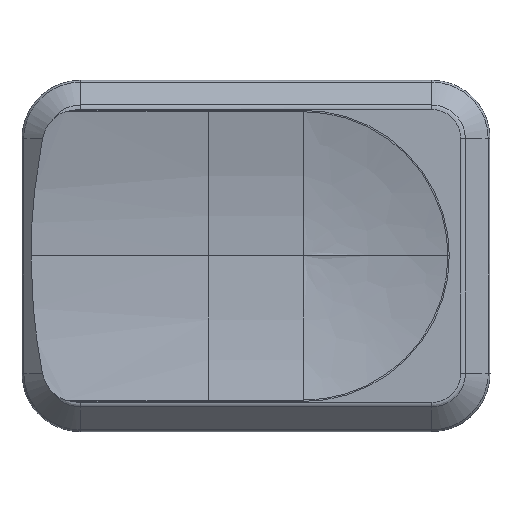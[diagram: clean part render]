
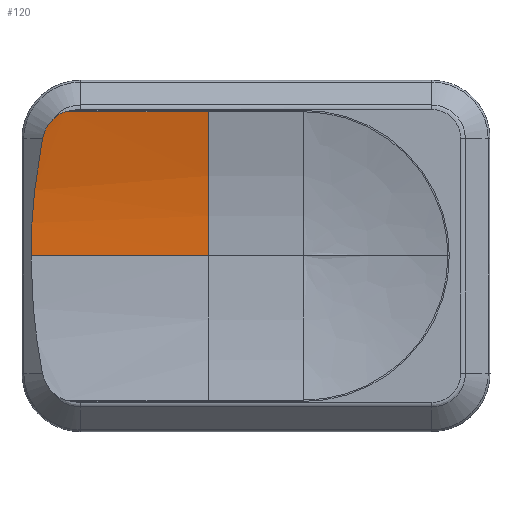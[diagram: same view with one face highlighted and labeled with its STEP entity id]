
A CAD part, top view. The second image highlights one B-rep face of the part: STEP entity #120.
In plain terms, the highlighted free-form (B-spline) face has degree [1, 2] with [2, 3] control points.
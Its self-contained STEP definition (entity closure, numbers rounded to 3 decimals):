
#120=ADVANCED_FACE('',(#214),#1386,.T.);
#214=FACE_OUTER_BOUND('',#311,.T.);
#311=EDGE_LOOP('',(#734,#735,#736,#737,#738,#739));
#734=ORIENTED_EDGE('',*,*,#952,.T.);
#735=ORIENTED_EDGE('',*,*,#759,.T.);
#736=ORIENTED_EDGE('',*,*,#949,.F.);
#737=ORIENTED_EDGE('',*,*,#750,.F.);
#738=ORIENTED_EDGE('',*,*,#948,.T.);
#739=ORIENTED_EDGE('',*,*,#951,.F.);
#750=EDGE_CURVE('',#1176,#1175,#1052,.T.);
#759=EDGE_CURVE('',#1291,#1292,#955,.T.);
#948=EDGE_CURVE('',#1176,#1286,#1165,.T.);
#949=EDGE_CURVE('',#1175,#1292,#1166,.T.);
#951=EDGE_CURVE('',#1287,#1286,#1039,.T.);
#952=EDGE_CURVE('',#1287,#1291,#1040,.T.);
#955=B_SPLINE_CURVE_WITH_KNOTS('',3,(#2118,#2119,#2120,#2121,#2122,#2123),
 .UNSPECIFIED.,.F.,.F.,(4,2,4),(0.,2.799,5.599),
 .UNSPECIFIED.);
#1039=B_SPLINE_CURVE_WITH_KNOTS('',3,(#2811,#2812,#2813,#2814,#2815,#2816,
#2817),.UNSPECIFIED.,.F.,.F.,(4,3,4),(0.,0.264,0.706),
 .UNSPECIFIED.);
#1040=B_SPLINE_CURVE_WITH_KNOTS('',3,(#2818,#2819,#2820,#2821),
 .UNSPECIFIED.,.F.,.F.,(4,4),(0.,1.096),.UNSPECIFIED.);
#1052=(
BOUNDED_CURVE()
B_SPLINE_CURVE(2,(#2096,#2097,#2098),.UNSPECIFIED.,.F.,.F.)
B_SPLINE_CURVE_WITH_KNOTS((3,3),(0.092,7.517),
 .UNSPECIFIED.)
CURVE()
GEOMETRIC_REPRESENTATION_ITEM()
RATIONAL_B_SPLINE_CURVE((1.,1.,1.))
REPRESENTATION_ITEM('')
);
#1165=(
BOUNDED_CURVE()
B_SPLINE_CURVE(1,(#2805,#2806),.UNSPECIFIED.,.F.,.F.)
B_SPLINE_CURVE_WITH_KNOTS((2,2),(0.,6.717),.UNSPECIFIED.)
CURVE()
GEOMETRIC_REPRESENTATION_ITEM()
RATIONAL_B_SPLINE_CURVE((1.,1.))
REPRESENTATION_ITEM('')
);
#1166=(
BOUNDED_CURVE()
B_SPLINE_CURVE(1,(#2807,#2808),.UNSPECIFIED.,.F.,.F.)
B_SPLINE_CURVE_WITH_KNOTS((2,2),(0.,8.35),.UNSPECIFIED.)
CURVE()
GEOMETRIC_REPRESENTATION_ITEM()
RATIONAL_B_SPLINE_CURVE((1.,1.))
REPRESENTATION_ITEM('')
);
#1175=VERTEX_POINT('',#1948);
#1176=VERTEX_POINT('',#1949);
#1286=VERTEX_POINT('',#2059);
#1287=VERTEX_POINT('',#2060);
#1291=VERTEX_POINT('',#2064);
#1292=VERTEX_POINT('',#2065);
#1386=(
BOUNDED_SURFACE()
B_SPLINE_SURFACE(1,2,((#1935,#1936,#1937),(#1938,#1939,#1940)),
 .UNSPECIFIED.,.F.,.F.,.F.)
B_SPLINE_SURFACE_WITH_KNOTS((2,2),(3,3),(0.,16.339),(0.092,
7.517),.UNSPECIFIED.)
GEOMETRIC_REPRESENTATION_ITEM()
RATIONAL_B_SPLINE_SURFACE(((1.,1.,1.),(1.,1.,1.)))
REPRESENTATION_ITEM('')
SURFACE()
);
#1935=CARTESIAN_POINT('',(-18.454,-35.594,9.442));
#1936=CARTESIAN_POINT('',(-18.454,-38.989,8.624));
#1937=CARTESIAN_POINT('',(-18.454,-42.385,8.624));
#1938=CARTESIAN_POINT('',(-34.793,-35.594,9.442));
#1939=CARTESIAN_POINT('',(-34.793,-38.989,8.624));
#1940=CARTESIAN_POINT('',(-34.793,-42.385,8.624));
#1948=CARTESIAN_POINT('',(-18.454,-42.385,8.624));
#1949=CARTESIAN_POINT('',(-18.454,-35.594,9.442));
#2059=CARTESIAN_POINT('',(-25.171,-35.594,9.442));
#2060=CARTESIAN_POINT('',(-25.77,-35.936,9.361));
#2064=CARTESIAN_POINT('',(-26.263,-36.86,9.165));
#2065=CARTESIAN_POINT('',(-26.804,-42.385,8.624));
#2096=CARTESIAN_POINT('',(-18.454,-35.594,9.442));
#2097=CARTESIAN_POINT('',(-18.454,-38.989,8.624));
#2098=CARTESIAN_POINT('',(-18.454,-42.385,8.624));
#2118=CARTESIAN_POINT('',(-26.263,-36.86,9.165));
#2119=CARTESIAN_POINT('',(-26.44,-37.76,8.989));
#2120=CARTESIAN_POINT('',(-26.575,-38.672,8.853));
#2121=CARTESIAN_POINT('',(-26.758,-40.521,8.671));
#2122=CARTESIAN_POINT('',(-26.804,-41.451,8.624));
#2123=CARTESIAN_POINT('',(-26.804,-42.385,8.624));
#2805=CARTESIAN_POINT('',(-18.454,-35.594,9.442));
#2806=CARTESIAN_POINT('',(-25.171,-35.594,9.442));
#2807=CARTESIAN_POINT('',(-18.454,-42.385,8.624));
#2808=CARTESIAN_POINT('',(-26.804,-42.385,8.624));
#2811=CARTESIAN_POINT('',(-25.77,-35.936,9.361));
#2812=CARTESIAN_POINT('',(-25.709,-35.874,9.376));
#2813=CARTESIAN_POINT('',(-25.642,-35.819,9.388));
#2814=CARTESIAN_POINT('',(-25.569,-35.77,9.4));
#2815=CARTESIAN_POINT('',(-25.448,-35.69,9.419));
#2816=CARTESIAN_POINT('',(-25.313,-35.629,9.433));
#2817=CARTESIAN_POINT('',(-25.171,-35.594,9.442));
#2818=CARTESIAN_POINT('',(-25.77,-35.936,9.361));
#2819=CARTESIAN_POINT('',(-26.023,-36.189,9.304));
#2820=CARTESIAN_POINT('',(-26.195,-36.511,9.234));
#2821=CARTESIAN_POINT('',(-26.263,-36.86,9.165));
